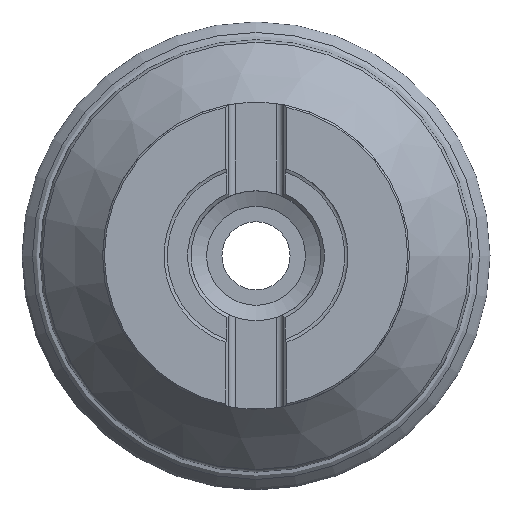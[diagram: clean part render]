
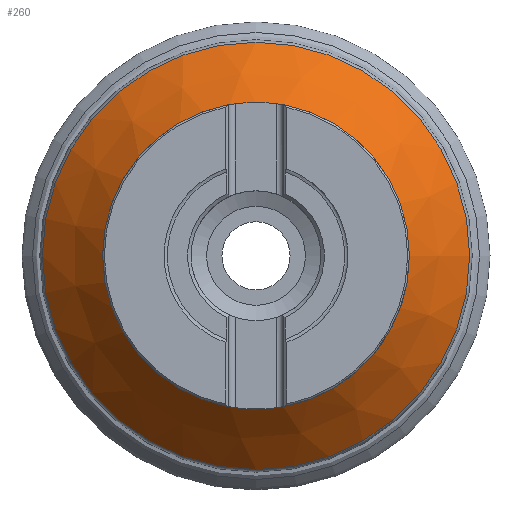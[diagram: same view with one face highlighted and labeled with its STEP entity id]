
A CAD part, top view. The second image highlights one B-rep face of the part: STEP entity #260.
In plain terms, the highlighted conical face has half-angle 41.464 degrees and reference radius 44 mm.
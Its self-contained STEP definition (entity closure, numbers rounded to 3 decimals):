
#219=CONICAL_SURFACE('',#1129,44.,41.464);
#260=ADVANCED_FACE('',(#384,#385),#219,.T.);
#384=FACE_BOUND('',#454,.T.);
#385=FACE_BOUND('',#455,.T.);
#454=EDGE_LOOP('',(#567));
#455=EDGE_LOOP('',(#568));
#567=ORIENTED_EDGE('',*,*,#847,.T.);
#568=ORIENTED_EDGE('',*,*,#848,.T.);
#766=VERTEX_POINT('',#1850);
#767=VERTEX_POINT('',#1852);
#847=EDGE_CURVE('',#766,#766,#936,.T.);
#848=EDGE_CURVE('',#767,#767,#937,.T.);
#936=CIRCLE('',#1127,44.752);
#937=CIRCLE('',#1128,62.687);
#1127=AXIS2_PLACEMENT_3D('',#1849,#1324,#1325);
#1128=AXIS2_PLACEMENT_3D('',#1851,#1326,#1327);
#1129=AXIS2_PLACEMENT_3D('',#1853,#1328,#1329);
#1324=DIRECTION('',(0.,0.,-1.));
#1325=DIRECTION('',(1.,0.,0.));
#1326=DIRECTION('',(0.,0.,1.));
#1327=DIRECTION('',(-1.,0.,0.));
#1328=DIRECTION('',(0.,0.,-1.));
#1329=DIRECTION('',(1.,0.,0.));
#1849=CARTESIAN_POINT('',(0.,0.,-19.851));
#1850=CARTESIAN_POINT('',(44.752,0.,-19.851));
#1851=CARTESIAN_POINT('',(0.,0.,-40.149));
#1852=CARTESIAN_POINT('',(-62.687,0.,-40.149));
#1853=CARTESIAN_POINT('',(0.,0.,-19.));
